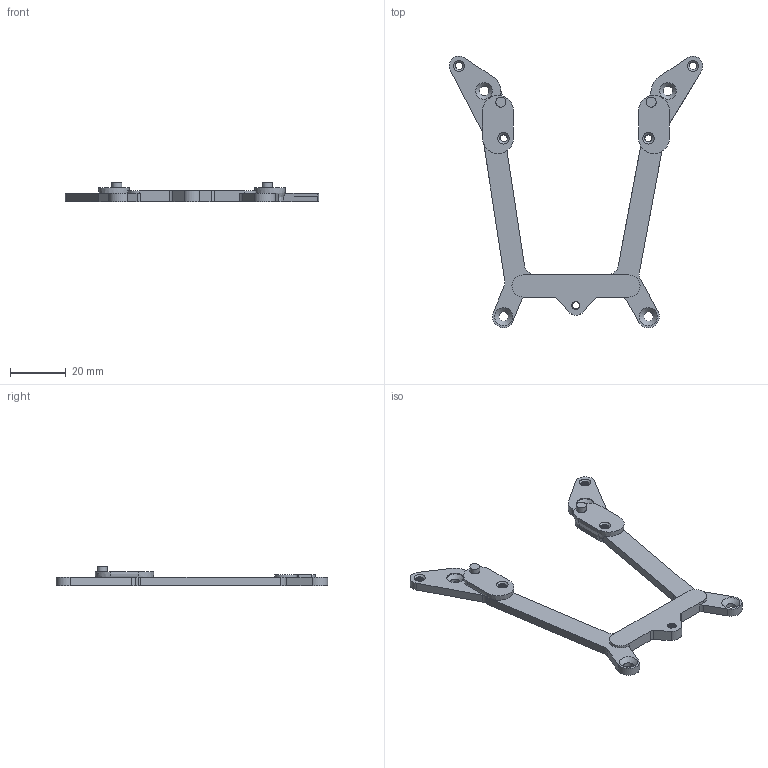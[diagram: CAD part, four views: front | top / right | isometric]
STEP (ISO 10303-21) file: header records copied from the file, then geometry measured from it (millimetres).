
FILE_DESCRIPTION(('FreeCAD Model'),'2;1');
FILE_NAME('Open CASCADE Shape Model','2024-09-13T17:55:35',(''),(''), 'Open CASCADE STEP processor 7.8','FreeCAD','Unknown');
FILE_SCHEMA(('AUTOMOTIVE_DESIGN { 1 0 10303 214 1 1 1 1 }'));
Length unit declared in the file: millimetre
Products named in the file (1): Hole124
Bounding box: 91 x 97.49 x 7 mm (x, y, z)
Volume: 7402.4 mm3; surface area: 6422.1 mm2
Topology: 1 solids, 1 shells, 214 faces, 540 edges, 332 vertices
Faces by surface type: bspline 135, cylinder 39, plane 32, cone 8
Full cylindrical faces by diameter (mm): 2.6 x4, 3.4 x4, 3.6 x2, 6 x2
Entity records: 20580 total; most frequent: CARTESIAN_POINT 16464, ORIENTED_EDGE 1080, EDGE_CURVE 540, DIRECTION 440, B_SPLINE_CURVE_WITH_KNOTS 338, VERTEX_POINT 332, FACE_BOUND 236, EDGE_LOOP 236
